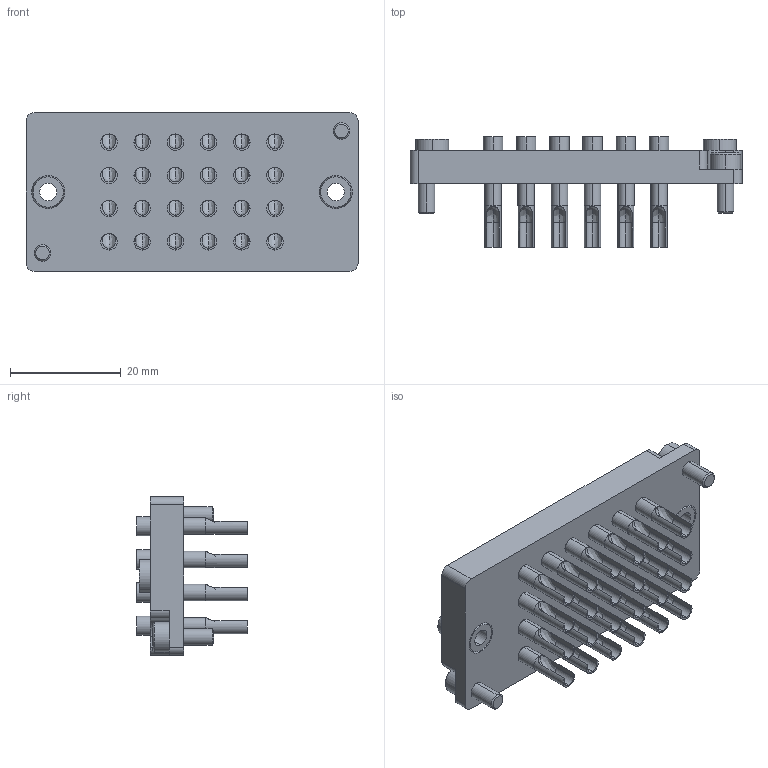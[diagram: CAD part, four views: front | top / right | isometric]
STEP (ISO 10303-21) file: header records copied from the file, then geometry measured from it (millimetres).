
FILE_DESCRIPTION (( 'STEP AP214' ), '1' );
FILE_NAME ('INGUN_38700.STEP', '2023-01-13T10:53:13', ( '' ), ( '' ), 'SwSTEP 2.0', 'SolidWorks 2021', '' );
FILE_SCHEMA (( 'AUTOMOTIVE_DESIGN' ));
Length unit declared in the file: millimetre
Products named in the file (7): INGUN_38700; INFO_4641~0_SBP-T_Verdrahtungs-Seite<S>; 38764~1_S; KT-Master__ADA~kt_KT-120 L3 E02-30; DIN912~n_M03,0x008; 38764~1; 3352_Bohrbuchse_Ø3,1~0
Assembly tree (31 placements, depth 3):
  INGUN_38700
    38764~1_S
      38764~1
      INFO_4641~0_SBP-T_Verdrahtungs-Seite<S>
    KT-Master__ADA~kt_KT-120 L3 E02-30  x24
    3352_Bohrbuchse_Ø3,1~0  x2
    DIN912~n_M03,0x008  x2
Bounding box: 60 x 20 x 28.7 mm (x, y, z)
Volume: 11769.9 mm3; surface area: 12546.7 mm2
Topology: 69 solids, 69 shells, 6422 faces, 18360 edges, 12080 vertices
Faces by surface type: plane 4156, cylinder 1776, cone 352, bspline 134, torus 4
Entity records: 24372 total; most frequent: CARTESIAN_POINT 9429, ORIENTED_EDGE 3184, DIRECTION 2669, EDGE_CURVE 1592, VERTEX_POINT 1051, AXIS2_PLACEMENT_3D 935, LINE 799, VECTOR 799
